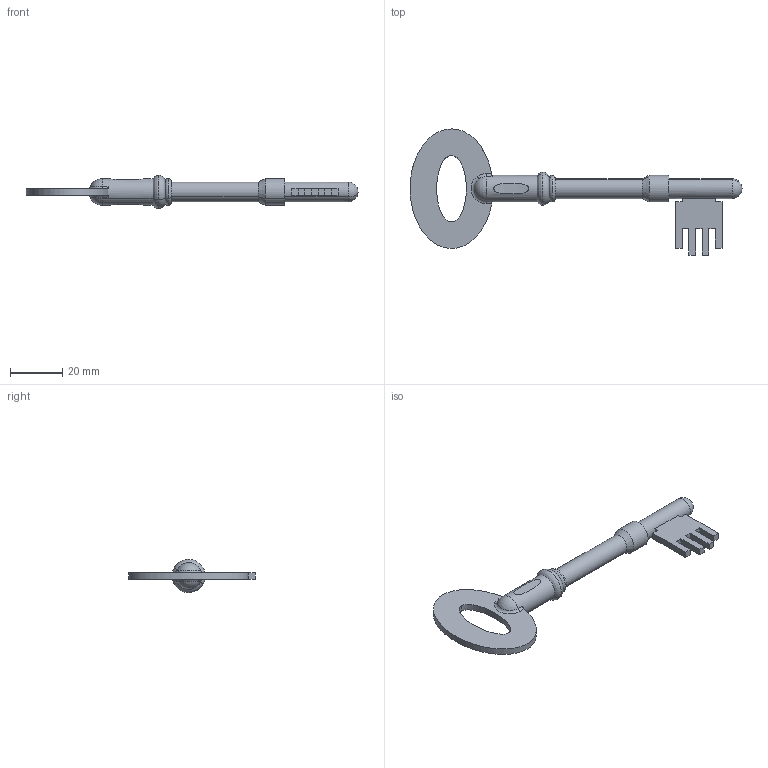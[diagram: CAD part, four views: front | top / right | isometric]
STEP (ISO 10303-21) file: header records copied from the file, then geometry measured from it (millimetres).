
FILE_DESCRIPTION(('CATIA V5 STEP Exchange'),'2;1');
FILE_NAME('k1-ct-214.stp','2001-02-15T12:38:42+00:00',('none'),('none'),'CATIA Version 5 Release 7 (IN-6)','CATIA V5 STEP AP214',' none');
FILE_SCHEMA(('AUTOMOTIVE_DESIGN { 1 2 10303 214 0 1 1 1 }'));
Length unit declared in the file: millimetre
Products named in the file (1): Part
Bounding box: 127 x 48.26 x 12.7 mm (x, y, z)
Surface area: 5841.7 mm2 (no closed solid volume)
Topology: 0 solids, 1 shells, 62 faces, 157 edges, 99 vertices
Faces by surface type: plane 24, cylinder 12, torus 12, extrusion 6, sphere 6, cone 2
Entity records: 2175 total; most frequent: CARTESIAN_POINT 832, ORIENTED_EDGE 310, DIRECTION 194, EDGE_CURVE 155, VERTEX_POINT 99, VECTOR 82, AXIS2_PLACEMENT_3D 79, LINE 78
